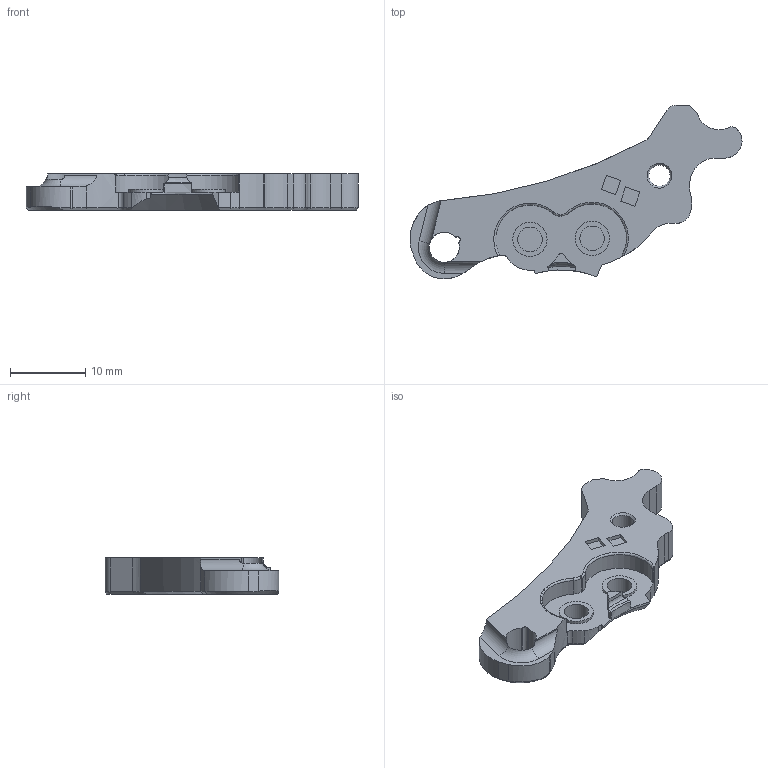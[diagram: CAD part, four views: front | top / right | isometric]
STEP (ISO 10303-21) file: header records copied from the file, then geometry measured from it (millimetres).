
FILE_DESCRIPTION(/* description */ (''),/* implementation_level */ '2;1');
FILE_NAME(/* name */ 'idler-lever-A-R2.stp',/* time_stamp */ '2023-07-10T12:55:46+02:00',/* author */ ('Eliáš Knor'),/* organization */ (''),/* preprocessor_version */ 'ST-DEVELOPER v19',/* originating_system */ 'Autodesk Inventor 2023',/* authorisation */ '');
FILE_SCHEMA (('AUTOMOTIVE_DESIGN { 1 0 10303 214 3 1 1 }'));
Length unit declared in the file: millimetre
Products named in the file (1): idler-lever-A-E2
Bounding box: 44.03 x 23.06 x 4.85 mm (x, y, z)
Volume: 1732.8 mm3; surface area: 1665.4 mm2
Topology: 1 solids, 2 shells, 133 faces, 338 edges, 214 vertices
Faces by surface type: plane 49, cylinder 45, cone 27, torus 7, bspline 5
Full cylindrical faces by diameter (mm): 2.8 x1, 3.25 x2, 4.55 x2
Entity records: 4276 total; most frequent: CARTESIAN_POINT 1000, DIRECTION 681, ORIENTED_EDGE 676, EDGE_CURVE 338, AXIS2_PLACEMENT_3D 261, VERTEX_POINT 214, LINE 159, VECTOR 159
